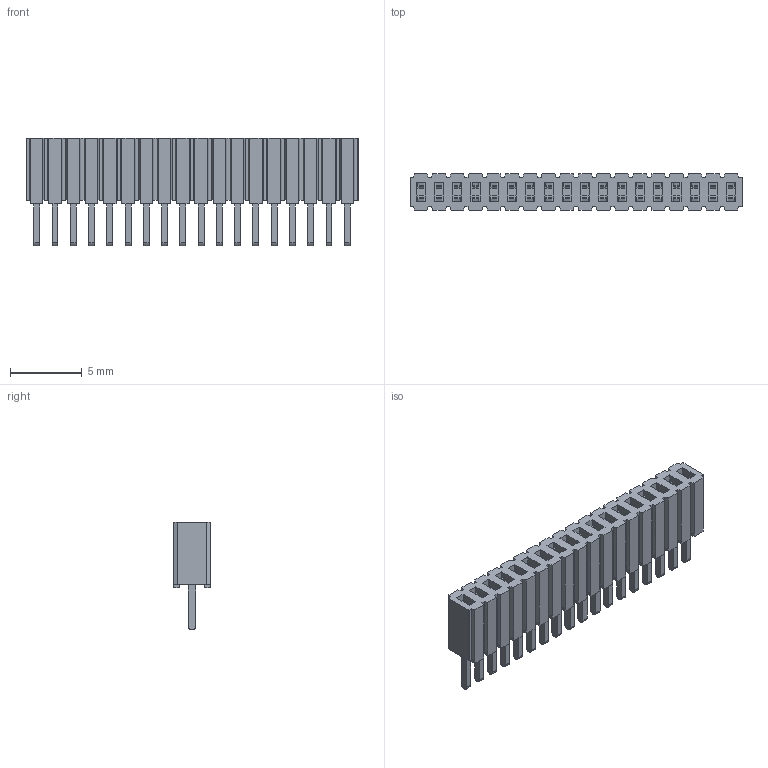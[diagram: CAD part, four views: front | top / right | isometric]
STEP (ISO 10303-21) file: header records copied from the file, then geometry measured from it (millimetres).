
FILE_DESCRIPTION(('FreeCAD Model'),'2;1');
FILE_NAME('Open CASCADE Shape Model','2025-01-06T12:25:31',(''),(''), 'Open CASCADE STEP processor 7.8','FreeCAD','Unknown');
FILE_SCHEMA(('AUTOMOTIVE_DESIGN { 1 0 10303 214 1 1 1 1 }'));
Length unit declared in the file: millimetre
Products named in the file (2): SLM-118-01-S_socket; C-29-01-18-S
Bounding box: 23.09 x 2.54 x 7.49 mm (x, y, z)
Volume: 220.3 mm3; surface area: 1006 mm2
Topology: 2 solids, 2 shells, 664 faces, 1800 edges, 1176 vertices
Faces by surface type: plane 646, cylinder 18
Entity records: 20424 total; most frequent: CARTESIAN_POINT 3641, ORIENTED_EDGE 3600, DIRECTION 3166, EDGE_CURVE 1800, LINE 1764, VECTOR 1764, VERTEX_POINT 1176, AXIS2_PLACEMENT_3D 701
